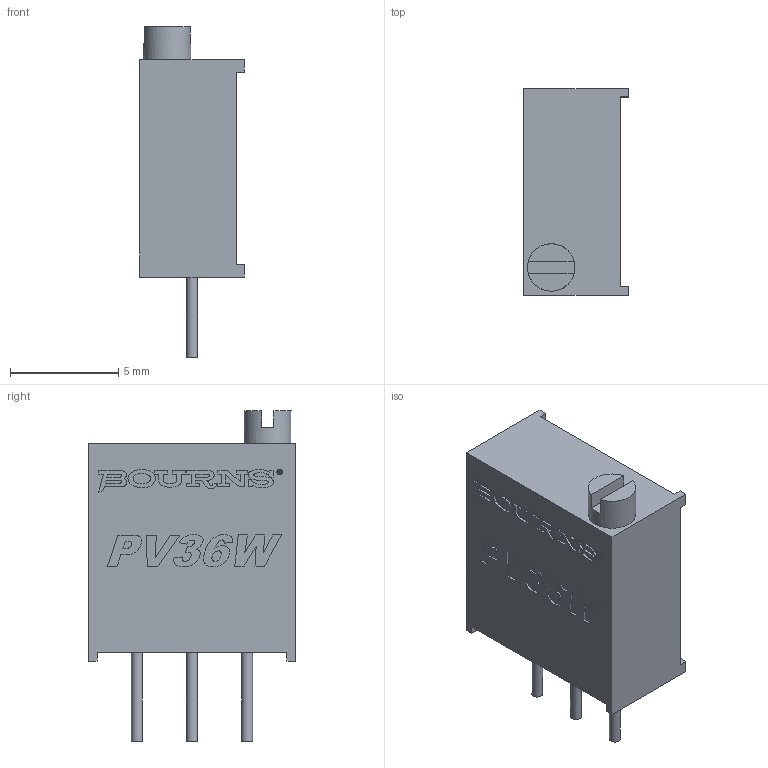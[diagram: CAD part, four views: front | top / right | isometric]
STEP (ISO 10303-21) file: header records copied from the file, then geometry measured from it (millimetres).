
FILE_DESCRIPTION(/* description */ (''),/* implementation_level */ '2;1');
FILE_NAME(/* name */ 'PV36W_trimmer_pot.step',/* time_stamp */ '2020-04-14T23:34:13+02:00',/* author */ (''),/* organization */ (''),/* preprocessor_version */ 'ST-DEVELOPER v18.1',/* originating_system */ 'Autodesk Translation Framework v9.2.0.1227',/* authorisation */ '');
FILE_SCHEMA (('AUTOMOTIVE_DESIGN { 1 0 10303 214 3 1 1 }'));
Length unit declared in the file: millimetre
Products named in the file (1): Bourns PV36 Vertical
Bounding box: 4.83 x 9.53 x 15.25 mm (x, y, z)
Volume: 417.2 mm3; surface area: 414.2 mm2
Topology: 5 solids, 5 shells, 301 faces, 847 edges, 581 vertices
Faces by surface type: plane 170, bspline 127, cylinder 4
Full cylindrical faces by diameter (mm): 0.51 x3, 2.19 x1
Entity records: 10593 total; most frequent: CARTESIAN_POINT 3837, ORIENTED_EDGE 1694, DIRECTION 909, EDGE_CURVE 847, VERTEX_POINT 581, LINE 535, VECTOR 535, EDGE_LOOP 326
